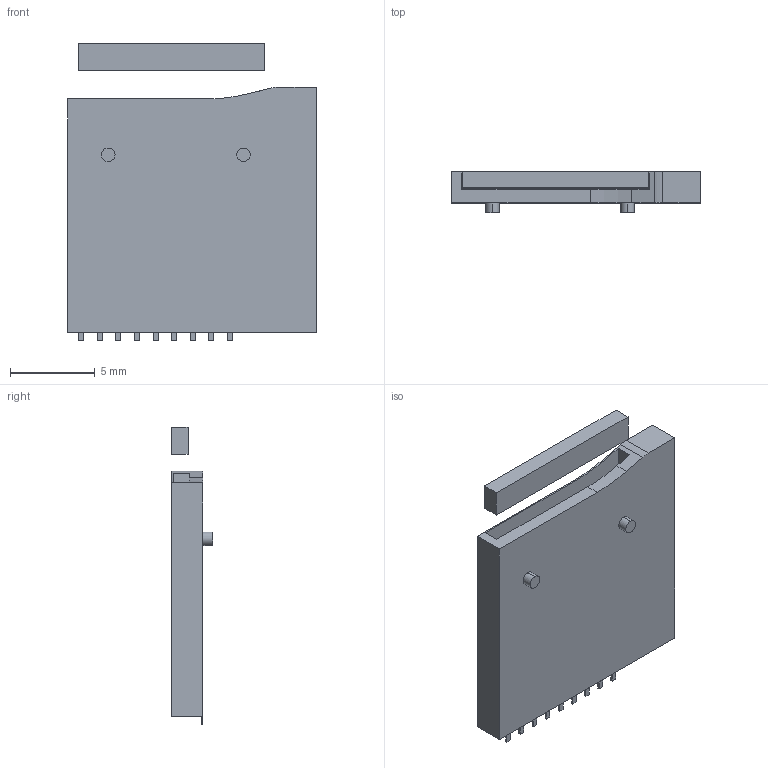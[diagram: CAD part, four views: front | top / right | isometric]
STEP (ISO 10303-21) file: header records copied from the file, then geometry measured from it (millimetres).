
FILE_DESCRIPTION (( 'STEP AP203' ), '1' );
FILE_NAME ('HY-TF1007B.STEP', '2020-03-12T18:23:37', ( '' ), ( '' ), 'SwSTEP 2.0', 'SolidWorks 2019', '' );
FILE_SCHEMA (( 'CONFIG_CONTROL_DESIGN' ));
Length unit declared in the file: millimetre
Products named in the file (1): HY-TF1007B
Bounding box: 14.7 x 2.46 x 17.6 mm (x, y, z)
Volume: 257.9 mm3; surface area: 908.3 mm2
Topology: 11 solids, 11 shells, 82 faces, 174 edges, 116 vertices
Faces by surface type: plane 75, cylinder 7
Entity records: 2229 total; most frequent: CARTESIAN_POINT 373, DIRECTION 354, ORIENTED_EDGE 348, EDGE_CURVE 174, LINE 160, VECTOR 160, VERTEX_POINT 116, AXIS2_PLACEMENT_3D 97
